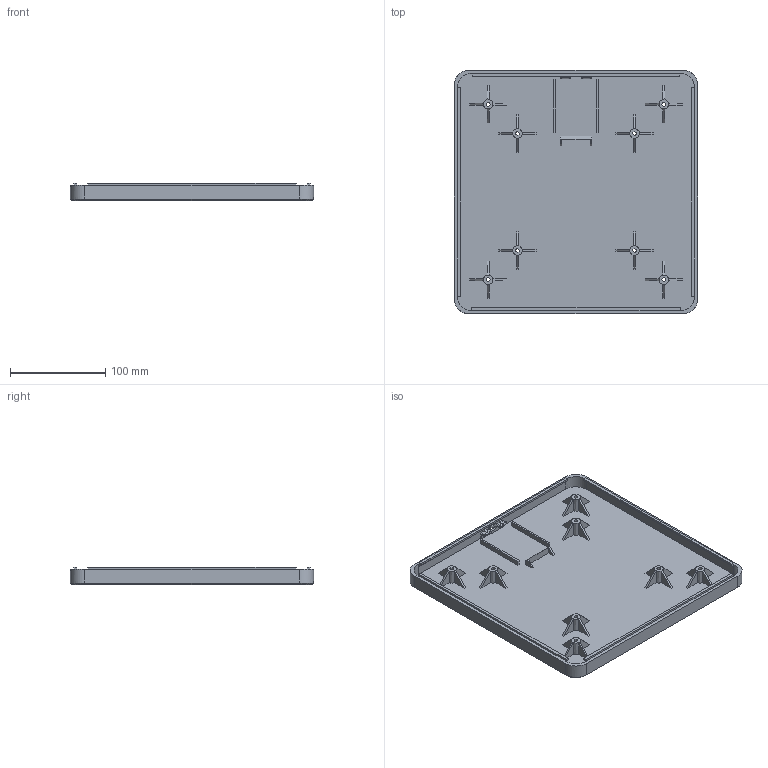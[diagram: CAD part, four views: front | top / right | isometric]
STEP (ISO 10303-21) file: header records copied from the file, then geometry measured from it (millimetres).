
FILE_DESCRIPTION( ('This file contains a STEP AP42 implementation' ,'as created by ZW3D STEP Interface translator.') ,'2;1' );
FILE_NAME( 'Bottom Cover.stp' ,'24 127. 62045', (''), ('ZWCAD Software Co.'), 'Version 1.0', 'ZW3D to STEP translator', '' );
FILE_SCHEMA( ('CONFIG_CONTROL_DESIGN') );
Length unit declared in the file: millimetre
Products named in the file (2): 0; Part001
Bounding box: 255 x 255 x 18 mm (x, y, z)
Volume: 221872.7 mm3; surface area: 181926 mm2
Topology: 1 solids, 1 shells, 476 faces, 1240 edges, 810 vertices
Faces by surface type: bspline 476
Entity records: 14853 total; most frequent: CARTESIAN_POINT 6843, ORIENTED_EDGE 2480, EDGE_CURVE 1240, B_SPLINE_CURVE_WITH_KNOTS 1032, VERTEX_POINT 810, EDGE_LOOP 538, FACE_OUTER_BOUND 476, ADVANCED_FACE 476
